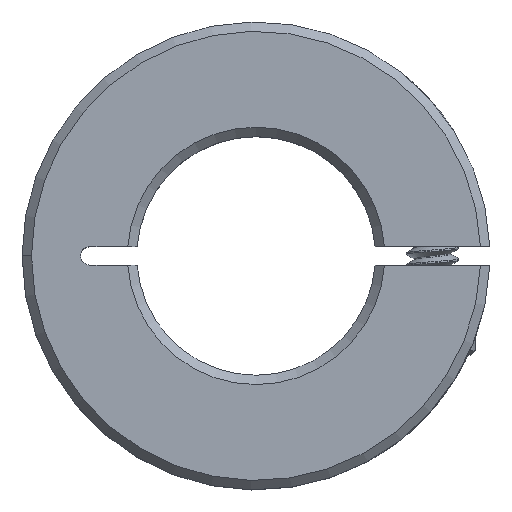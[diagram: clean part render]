
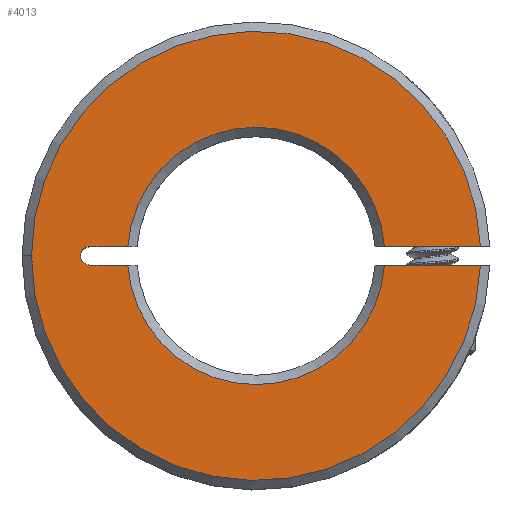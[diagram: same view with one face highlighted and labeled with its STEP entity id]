
A CAD part, top view. The second image highlights one B-rep face of the part: STEP entity #4013.
In plain terms, the highlighted planar face has unit normal (0, 0, 1).
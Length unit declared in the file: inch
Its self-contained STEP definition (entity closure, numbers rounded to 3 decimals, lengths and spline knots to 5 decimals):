
#157 = EDGE_CURVE ( 'NONE', #3549, #3804, #961, .T. ) ;
#168 = AXIS2_PLACEMENT_3D ( 'NONE', #1765, #1764, #1763 ) ;
#208 = EDGE_CURVE ( 'NONE', #3547, #3792, #682, .T. ) ;
#234 = EDGE_CURVE ( 'NONE', #3792, #3785, #1113, .T. ) ;
#251 = EDGE_CURVE ( 'NONE', #3785, #3524, #1046, .T. ) ;
#268 = EDGE_CURVE ( 'NONE', #3722, #3730, #660, .T. ) ;
#270 = EDGE_CURVE ( 'NONE', #3808, #3722, #655, .T. ) ;
#272 = AXIS2_PLACEMENT_3D ( 'NONE', #1454, #1453, #1452 ) ;
#394 = EDGE_CURVE ( 'NONE', #3524, #3809, #600, .T. ) ;
#403 = EDGE_CURVE ( 'NONE', #3804, #3808, #606, .T. ) ;
#422 = AXIS2_PLACEMENT_3D ( 'NONE', #1629, #1628, #1627 ) ;
#426 = EDGE_CURVE ( 'NONE', #3549, #3809, #540, .T. ) ;
#436 = AXIS2_PLACEMENT_3D ( 'NONE', #1492, #1493, #1508 ) ;
#474 = EDGE_CURVE ( 'NONE', #3547, #3730, #864, .T. ) ;
#540 = LINE ( 'NONE', #4480, #777 ) ;
#567 = FACE_OUTER_BOUND ( 'NONE', #3596, .T. ) ;
#600 = CIRCLE ( 'NONE', #3994, 0.275 ) ;
#606 = CIRCLE ( 'NONE', #3997, 0.01969 ) ;
#651 = VECTOR ( 'NONE', #1443, 39.37008 ) ;
#655 = LINE ( 'NONE', #1444, #651 ) ;
#660 = CIRCLE ( 'NONE', #272, 0.275 ) ;
#682 = CIRCLE ( 'NONE', #168, 0.48 ) ;
#777 = VECTOR ( 'NONE', #4479, 39.37008 ) ;
#849 = VECTOR ( 'NONE', #2693, 39.37008 ) ;
#864 = LINE ( 'NONE', #2732, #849 ) ;
#961 = CIRCLE ( 'NONE', #436, 0.01969 ) ;
#980 = VECTOR ( 'NONE', #1553, 39.37008 ) ;
#1046 = LINE ( 'NONE', #1562, #980 ) ;
#1113 = CIRCLE ( 'NONE', #422, 0.48 ) ;
#1443 = DIRECTION ( 'NONE',  ( 1., 0., 0. ) ) ;
#1444 = CARTESIAN_POINT ( 'NONE',  ( -0.55277, 0.12266, 0.1487 ) ) ;
#1452 = DIRECTION ( 'NONE',  ( 1., 0., 0. ) ) ;
#1453 = DIRECTION ( 'NONE',  ( 0., 0., -1. ) ) ;
#1454 = CARTESIAN_POINT ( 'NONE',  ( -0.17777, 0.10298, 0.1487 ) ) ;
#1492 = CARTESIAN_POINT ( 'NONE',  ( -0.53309, 0.10298, 0.1487 ) ) ;
#1493 = DIRECTION ( 'NONE',  ( 0., 0., -1. ) ) ;
#1508 = DIRECTION ( 'NONE',  ( 1., 0., 0. ) ) ;
#1553 = DIRECTION ( 'NONE',  ( -1., 0., 0. ) ) ;
#1562 = CARTESIAN_POINT ( 'NONE',  ( 0.32223, 0.08329, 0.1487 ) ) ;
#1627 = DIRECTION ( 'NONE',  ( 1., 0., 0. ) ) ;
#1628 = DIRECTION ( 'NONE',  ( 0., 0., 1. ) ) ;
#1629 = CARTESIAN_POINT ( 'NONE',  ( -0.17777, 0.10298, 0.1487 ) ) ;
#1763 = DIRECTION ( 'NONE',  ( 1., 0., 0. ) ) ;
#1764 = DIRECTION ( 'NONE',  ( 0., 0., 1. ) ) ;
#1765 = CARTESIAN_POINT ( 'NONE',  ( -0.17777, 0.10298, 0.1487 ) ) ;
#2436 = DIRECTION ( 'NONE',  ( 1., 0., 0. ) ) ;
#2441 = DIRECTION ( 'NONE',  ( 0., 0., 1. ) ) ;
#2455 = PLANE ( 'NONE',  #3973 ) ;
#2468 = CARTESIAN_POINT ( 'NONE',  ( -0.17777, 0.10298, 0.1487 ) ) ;
#2658 = CARTESIAN_POINT ( 'NONE',  ( -0.45207, 0.08329, 0.1487 ) ) ;
#2680 = CARTESIAN_POINT ( 'NONE',  ( -0.53309, 0.12266, 0.1487 ) ) ;
#2682 = CARTESIAN_POINT ( 'NONE',  ( -0.55277, 0.10298, 0.1487 ) ) ;
#2693 = DIRECTION ( 'NONE',  ( -1., 0., 0. ) ) ;
#2711 = CARTESIAN_POINT ( 'NONE',  ( 0.30183, 0.08329, 0.1487 ) ) ;
#2732 = CARTESIAN_POINT ( 'NONE',  ( 0.32223, 0.12266, 0.1487 ) ) ;
#2762 = CARTESIAN_POINT ( 'NONE',  ( -0.65777, 0.10298, 0.1487 ) ) ;
#2829 = CARTESIAN_POINT ( 'NONE',  ( 0.09652, 0.12266, 0.1487 ) ) ;
#2841 = CARTESIAN_POINT ( 'NONE',  ( 0.30183, 0.12266, 0.1487 ) ) ;
#2847 = CARTESIAN_POINT ( 'NONE',  ( -0.45207, 0.12266, 0.1487 ) ) ;
#3141 = CARTESIAN_POINT ( 'NONE',  ( -0.53309, 0.08329, 0.1487 ) ) ;
#3193 = CARTESIAN_POINT ( 'NONE',  ( 0.09652, 0.08329, 0.1487 ) ) ;
#3371 = ORIENTED_EDGE ( 'NONE', *, *, #426, .F. ) ;
#3422 = ORIENTED_EDGE ( 'NONE', *, *, #268, .T. ) ;
#3430 = ORIENTED_EDGE ( 'NONE', *, *, #157, .T. ) ;
#3437 = ORIENTED_EDGE ( 'NONE', *, *, #270, .T. ) ;
#3524 = VERTEX_POINT ( 'NONE', #3193 ) ;
#3547 = VERTEX_POINT ( 'NONE', #2841 ) ;
#3549 = VERTEX_POINT ( 'NONE', #3141 ) ;
#3596 = EDGE_LOOP ( 'NONE', ( #3701, #3806, #3371, #3430, #3815, #3437, #3422, #3812, #3747, #3769 ) ) ;
#3701 = ORIENTED_EDGE ( 'NONE', *, *, #251, .T. ) ;
#3722 = VERTEX_POINT ( 'NONE', #2847 ) ;
#3730 = VERTEX_POINT ( 'NONE', #2829 ) ;
#3747 = ORIENTED_EDGE ( 'NONE', *, *, #208, .T. ) ;
#3769 = ORIENTED_EDGE ( 'NONE', *, *, #234, .T. ) ;
#3785 = VERTEX_POINT ( 'NONE', #2711 ) ;
#3792 = VERTEX_POINT ( 'NONE', #2762 ) ;
#3804 = VERTEX_POINT ( 'NONE', #2682 ) ;
#3806 = ORIENTED_EDGE ( 'NONE', *, *, #394, .T. ) ;
#3808 = VERTEX_POINT ( 'NONE', #2680 ) ;
#3809 = VERTEX_POINT ( 'NONE', #2658 ) ;
#3812 = ORIENTED_EDGE ( 'NONE', *, *, #474, .F. ) ;
#3815 = ORIENTED_EDGE ( 'NONE', *, *, #403, .T. ) ;
#3973 = AXIS2_PLACEMENT_3D ( 'NONE', #2468, #2441, #2436 ) ;
#3994 = AXIS2_PLACEMENT_3D ( 'NONE', #4715, #4714, #4713 ) ;
#3997 = AXIS2_PLACEMENT_3D ( 'NONE', #4653, #4652, #4651 ) ;
#4013 = ADVANCED_FACE ( 'NONE', ( #567 ), #2455, .T. ) ;
#4479 = DIRECTION ( 'NONE',  ( 1., 0., 0. ) ) ;
#4480 = CARTESIAN_POINT ( 'NONE',  ( -0.55277, 0.08329, 0.1487 ) ) ;
#4651 = DIRECTION ( 'NONE',  ( 1., 0., 0. ) ) ;
#4652 = DIRECTION ( 'NONE',  ( 0., 0., -1. ) ) ;
#4653 = CARTESIAN_POINT ( 'NONE',  ( -0.53309, 0.10298, 0.1487 ) ) ;
#4713 = DIRECTION ( 'NONE',  ( 1., 0., 0. ) ) ;
#4714 = DIRECTION ( 'NONE',  ( 0., 0., -1. ) ) ;
#4715 = CARTESIAN_POINT ( 'NONE',  ( -0.17777, 0.10298, 0.1487 ) ) ;
